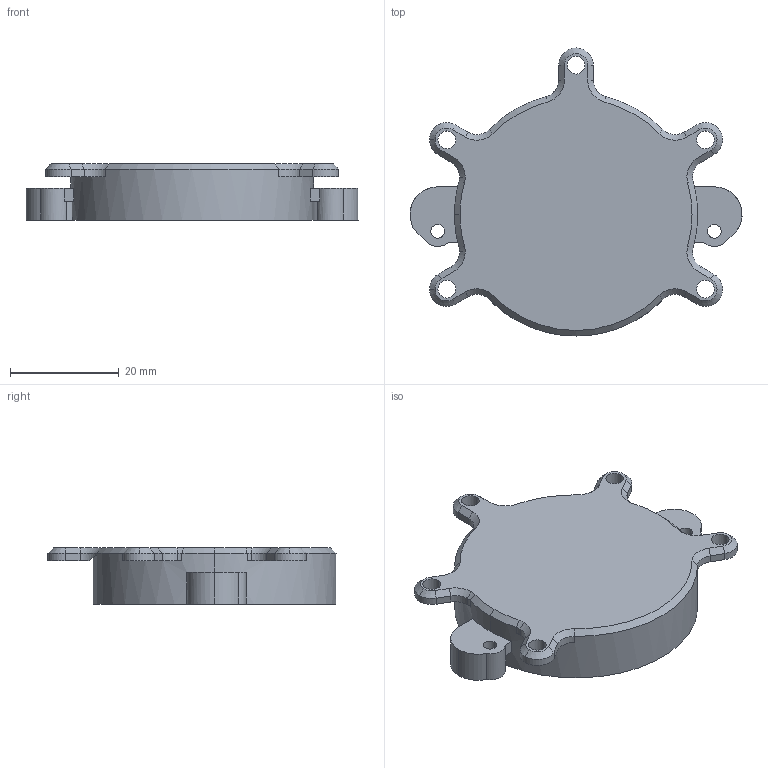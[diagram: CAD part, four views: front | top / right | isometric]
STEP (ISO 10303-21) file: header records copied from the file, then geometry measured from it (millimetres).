
FILE_DESCRIPTION (( 'STEP AP203' ), '1' );
FILE_NAME ('MOUNT_FOR_40MM_SPEAKER.STEP', '2019-04-11T15:50:58', ( '' ), ( '' ), 'SwSTEP 2.0', 'SolidWorks 2018', '' );
FILE_SCHEMA (( 'CONFIG_CONTROL_DESIGN' ));
Length unit declared in the file: inch
Products named in the file (1): MOUNT_FOR_40MM_SPEAKER
Bounding box: 61.15 x 53.05 x 10.38 mm (x, y, z)
Volume: 7254.3 mm3; surface area: 6815.6 mm2
Topology: 1 solids, 1 shells, 134 faces, 356 edges, 225 vertices
Faces by surface type: cylinder 52, cone 42, plane 40
Entity records: 4399 total; most frequent: CARTESIAN_POINT 860, DIRECTION 775, ORIENTED_EDGE 712, EDGE_CURVE 356, AXIS2_PLACEMENT_3D 309, VERTEX_POINT 225, CIRCLE 174, VECTOR 157
